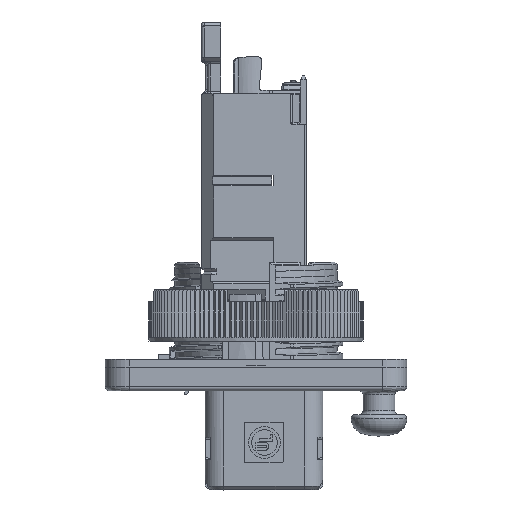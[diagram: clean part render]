
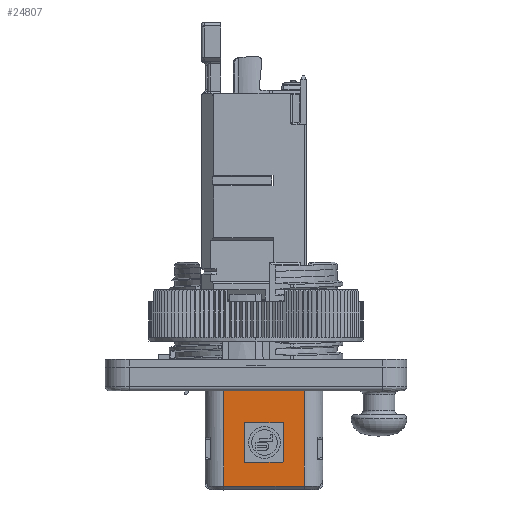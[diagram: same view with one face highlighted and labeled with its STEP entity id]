
A CAD part, left-side view. The second image highlights one B-rep face of the part: STEP entity #24807.
In plain terms, the highlighted planar face has unit normal (-1, 0, 0).
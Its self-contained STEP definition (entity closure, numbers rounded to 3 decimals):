
#135 = DIRECTION ( 'NONE',  ( 0., 0., -1. ) ) ;
#136 = VECTOR ( 'NONE', #135, 1000. ) ;
#137 = CARTESIAN_POINT ( 'NONE',  ( -8.975, 5.075, 2.35 ) ) ;
#139 = LINE ( 'NONE', #137, #136 ) ;
#239 = CARTESIAN_POINT ( 'NONE',  ( -8.975, -5.075, 0.85 ) ) ;
#3689 = LINE ( 'NONE', #3718, #3717 ) ;
#3716 = DIRECTION ( 'NONE',  ( 0., 0., 1. ) ) ;
#3717 = VECTOR ( 'NONE', #3716, 1000. ) ;
#3718 = CARTESIAN_POINT ( 'NONE',  ( -8.975, 2.5, 2.35 ) ) ;
#3766 = AXIS2_PLACEMENT_3D ( 'NONE', #3966, #3933, #3989 ) ;
#3933 = DIRECTION ( 'NONE',  ( 1., 0., 0. ) ) ;
#3966 = CARTESIAN_POINT ( 'NONE',  ( -8.975, -2.3, -7.95 ) ) ;
#3968 = CIRCLE ( 'NONE', #4061, 0.2 ) ;
#3989 = DIRECTION ( 'NONE',  ( 0., 0., 1. ) ) ;
#4060 = DIRECTION ( 'NONE',  ( 0., 0., 1. ) ) ;
#4061 = AXIS2_PLACEMENT_3D ( 'NONE', #4074, #4102, #4060 ) ;
#4074 = CARTESIAN_POINT ( 'NONE',  ( -8.975, 2.3, -7.95 ) ) ;
#4096 = CIRCLE ( 'NONE', #3766, 0.2 ) ;
#4102 = DIRECTION ( 'NONE',  ( 1., 0., 0. ) ) ;
#4280 = CIRCLE ( 'NONE', #4504, 0.2 ) ;
#4290 = DIRECTION ( 'NONE',  ( 0., 0., -1. ) ) ;
#4291 = VECTOR ( 'NONE', #4290, 1000. ) ;
#4292 = CARTESIAN_POINT ( 'NONE',  ( -8.975, -2.5, 2.35 ) ) ;
#4294 = LINE ( 'NONE', #4292, #4291 ) ;
#4298 = DIRECTION ( 'NONE',  ( 0., 0., 1. ) ) ;
#4300 = DIRECTION ( 'NONE',  ( 1., 0., 0. ) ) ;
#4303 = CIRCLE ( 'NONE', #4473, 0.2 ) ;
#4326 = CARTESIAN_POINT ( 'NONE',  ( -8.975, 2.3, -8.15 ) ) ;
#4368 = DIRECTION ( 'NONE',  ( 0., 0., 1. ) ) ;
#4369 = DIRECTION ( 'NONE',  ( 1., 0., 0. ) ) ;
#4370 = CARTESIAN_POINT ( 'NONE',  ( -8.975, 2.3, -3.35 ) ) ;
#4461 = CARTESIAN_POINT ( 'NONE',  ( -8.975, 2.3, -3.15 ) ) ;
#4473 = AXIS2_PLACEMENT_3D ( 'NONE', #4370, #4369, #4368 ) ;
#4504 = AXIS2_PLACEMENT_3D ( 'NONE', #4531, #4300, #4298 ) ;
#4531 = CARTESIAN_POINT ( 'NONE',  ( -8.975, -2.3, -3.35 ) ) ;
#4536 = CARTESIAN_POINT ( 'NONE',  ( -8.975, -2.3, -8.15 ) ) ;
#4559 = CARTESIAN_POINT ( 'NONE',  ( -8.975, -2.5, -3.35 ) ) ;
#5210 = CARTESIAN_POINT ( 'NONE',  ( -8.975, -5.075, -11.15 ) ) ;
#5939 = VERTEX_POINT ( 'NONE', #108758 ) ;
#5944 = EDGE_CURVE ( 'NONE', #30308, #30295, #108848, .T. ) ;
#5958 = VERTEX_POINT ( 'NONE', #108322 ) ;
#5960 = VERTEX_POINT ( 'NONE', #108337 ) ;
#5971 = VERTEX_POINT ( 'NONE', #109143 ) ;
#5972 = EDGE_CURVE ( 'NONE', #30341, #5939, #109092, .T. ) ;
#6256 = VERTEX_POINT ( 'NONE', #5210 ) ;
#6354 = VERTEX_POINT ( 'NONE', #111741 ) ;
#6496 = EDGE_CURVE ( 'NONE', #6354, #6256, #111698, .T. ) ;
#24758 = ORIENTED_EDGE ( 'NONE', *, *, #24761, .F. ) ;
#24761 = EDGE_CURVE ( 'NONE', #24904, #6256, #113689, .T. ) ;
#24762 = ORIENTED_EDGE ( 'NONE', *, *, #6496, .T. ) ;
#24764 = EDGE_CURVE ( 'NONE', #24890, #24904, #114594, .T. ) ;
#24787 = EDGE_LOOP ( 'NONE', ( #24792, #24762, #24758, #24907 ) ) ;
#24791 = ORIENTED_EDGE ( 'NONE', *, *, #5972, .T. ) ;
#24792 = ORIENTED_EDGE ( 'NONE', *, *, #24870, .T. ) ;
#24794 = ORIENTED_EDGE ( 'NONE', *, *, #30311, .T. ) ;
#24807 = ADVANCED_FACE ( 'NONE', ( #115965, #116072 ), #115940, .T. ) ;
#24808 = ORIENTED_EDGE ( 'NONE', *, *, #30221, .T. ) ;
#24810 = ORIENTED_EDGE ( 'NONE', *, *, #5944, .T. ) ;
#24812 = ORIENTED_EDGE ( 'NONE', *, *, #30309, .T. ) ;
#24856 = ORIENTED_EDGE ( 'NONE', *, *, #30250, .T. ) ;
#24859 = ORIENTED_EDGE ( 'NONE', *, *, #30344, .T. ) ;
#24861 = ORIENTED_EDGE ( 'NONE', *, *, #30266, .T. ) ;
#24862 = EDGE_LOOP ( 'NONE', ( #24810, #24861, #24808, #24859, #24791, #24812, #24794, #24856 ) ) ;
#24870 = EDGE_CURVE ( 'NONE', #24890, #6354, #139, .T. ) ;
#24890 = VERTEX_POINT ( 'NONE', #116224 ) ;
#24904 = VERTEX_POINT ( 'NONE', #239 ) ;
#24907 = ORIENTED_EDGE ( 'NONE', *, *, #24764, .F. ) ;
#30221 = EDGE_CURVE ( 'NONE', #5958, #5960, #3689, .T. ) ;
#30250 = EDGE_CURVE ( 'NONE', #5971, #30308, #4096, .T. ) ;
#30266 = EDGE_CURVE ( 'NONE', #30295, #5958, #3968, .T. ) ;
#30295 = VERTEX_POINT ( 'NONE', #4326 ) ;
#30308 = VERTEX_POINT ( 'NONE', #4536 ) ;
#30309 = EDGE_CURVE ( 'NONE', #5939, #30310, #4280, .T. ) ;
#30310 = VERTEX_POINT ( 'NONE', #4559 ) ;
#30311 = EDGE_CURVE ( 'NONE', #30310, #5971, #4294, .T. ) ;
#30341 = VERTEX_POINT ( 'NONE', #4461 ) ;
#30344 = EDGE_CURVE ( 'NONE', #5960, #30341, #4303, .T. ) ;
#108322 = CARTESIAN_POINT ( 'NONE',  ( -8.975, 2.5, -7.95 ) ) ;
#108337 = CARTESIAN_POINT ( 'NONE',  ( -8.975, 2.5, -3.35 ) ) ;
#108758 = CARTESIAN_POINT ( 'NONE',  ( -8.975, -2.3, -3.15 ) ) ;
#108807 = DIRECTION ( 'NONE',  ( 0., 1., 0. ) ) ;
#108809 = VECTOR ( 'NONE', #108807, 1000. ) ;
#108811 = CARTESIAN_POINT ( 'NONE',  ( -8.975, 0., -8.15 ) ) ;
#108848 = LINE ( 'NONE', #108811, #108809 ) ;
#109092 = LINE ( 'NONE', #109345, #109243 ) ;
#109140 = DIRECTION ( 'NONE',  ( 0., -1., 0. ) ) ;
#109143 = CARTESIAN_POINT ( 'NONE',  ( -8.975, -2.5, -7.95 ) ) ;
#109243 = VECTOR ( 'NONE', #109140, 1000. ) ;
#109345 = CARTESIAN_POINT ( 'NONE',  ( -8.975, 0., -3.15 ) ) ;
#111635 = VECTOR ( 'NONE', #111798, 1000. ) ;
#111698 = LINE ( 'NONE', #111800, #111635 ) ;
#111741 = CARTESIAN_POINT ( 'NONE',  ( -8.975, 5.075, -11.15 ) ) ;
#111798 = DIRECTION ( 'NONE',  ( 0., -1., 0. ) ) ;
#111800 = CARTESIAN_POINT ( 'NONE',  ( -8.975, 0., -11.15 ) ) ;
#113689 = LINE ( 'NONE', #113807, #113801 ) ;
#113800 = DIRECTION ( 'NONE',  ( 0., 0., -1. ) ) ;
#113801 = VECTOR ( 'NONE', #113800, 1000. ) ;
#113807 = CARTESIAN_POINT ( 'NONE',  ( -8.975, -5.075, -11.657 ) ) ;
#114537 = VECTOR ( 'NONE', #114649, 1000. ) ;
#114593 = CARTESIAN_POINT ( 'NONE',  ( -8.975, 0., 0.85 ) ) ;
#114594 = LINE ( 'NONE', #114593, #114537 ) ;
#114649 = DIRECTION ( 'NONE',  ( 0., -1., 0. ) ) ;
#115879 = AXIS2_PLACEMENT_3D ( 'NONE', #115950, #115949, #115948 ) ;
#115940 = PLANE ( 'NONE',  #115879 ) ;
#115948 = DIRECTION ( 'NONE',  ( 0., 0., 1. ) ) ;
#115949 = DIRECTION ( 'NONE',  ( -1., 0., 0. ) ) ;
#115950 = CARTESIAN_POINT ( 'NONE',  ( -8.975, 0., 2.35 ) ) ;
#115965 = FACE_BOUND ( 'NONE', #24862, .T. ) ;
#116072 = FACE_OUTER_BOUND ( 'NONE', #24787, .T. ) ;
#116224 = CARTESIAN_POINT ( 'NONE',  ( -8.975, 5.075, 0.85 ) ) ;
